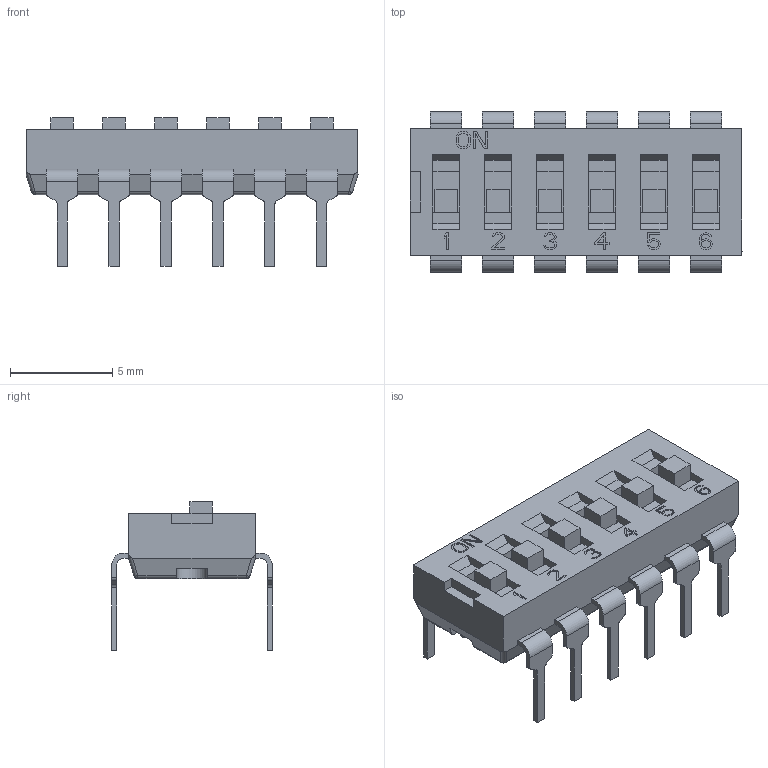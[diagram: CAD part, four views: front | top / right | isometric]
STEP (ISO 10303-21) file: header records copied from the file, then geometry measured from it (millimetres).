
FILE_DESCRIPTION (( 'STEP AP214' ), '1' );
FILE_NAME ('2454982-4.STEP', '2024-07-21T11:31:07', ( '' ), ( '' ), 'SwSTEP 2.0', 'SolidWorks 2022', '' );
FILE_SCHEMA (( 'AUTOMOTIVE_DESIGN' ));
Length unit declared in the file: millimetre
Products named in the file (1): 2454982-4
Bounding box: 16.24 x 7.87 x 7.25 mm (x, y, z)
Volume: 318.1 mm3; surface area: 577.8 mm2
Topology: 19 solids, 19 shells, 626 faces, 1701 edges, 1130 vertices
Faces by surface type: plane 537, cylinder 85, bspline 4
Entity records: 19697 total; most frequent: CARTESIAN_POINT 3548, ORIENTED_EDGE 3402, DIRECTION 3103, EDGE_CURVE 1701, VECTOR 1525, LINE 1525, VERTEX_POINT 1130, AXIS2_PLACEMENT_3D 789
